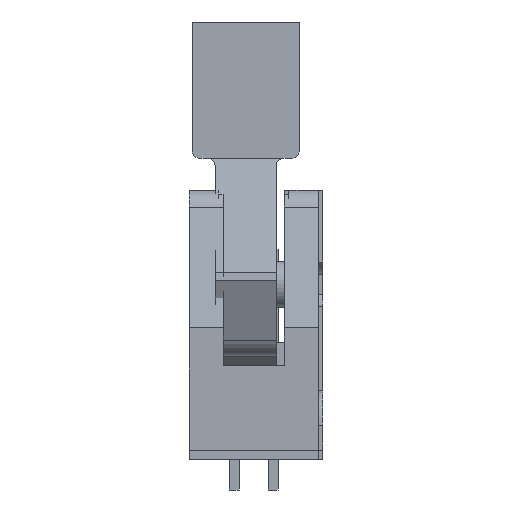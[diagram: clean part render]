
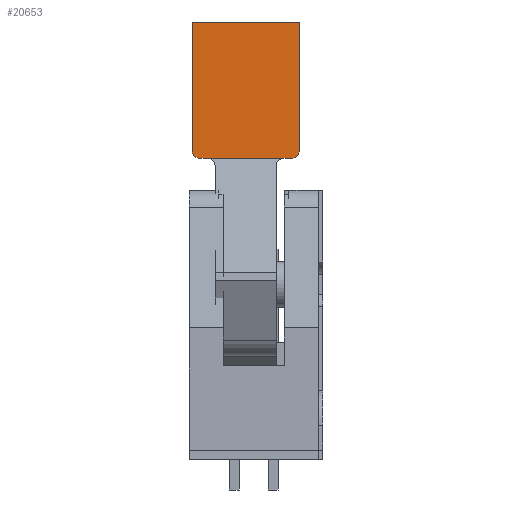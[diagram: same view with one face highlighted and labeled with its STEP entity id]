
A CAD part, front view. The second image highlights one B-rep face of the part: STEP entity #20653.
In plain terms, the highlighted face is planar.
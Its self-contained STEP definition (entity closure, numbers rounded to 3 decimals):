
#18091 = PLANE('',#18092);
#18092 = AXIS2_PLACEMENT_3D('',#18093,#18094,#18095);
#18093 = CARTESIAN_POINT('',(37.55,19.7,27.143));
#18094 = DIRECTION('',(-0.941,-0.338,0.));
#18095 = DIRECTION('',(-0.338,0.941,0.));
#18412 = PLANE('',#18413);
#18413 = AXIS2_PLACEMENT_3D('',#18414,#18415,#18416);
#18414 = CARTESIAN_POINT('',(37.55,19.7,4.175));
#18415 = DIRECTION('',(0.,1.,0.));
#18416 = DIRECTION('',(0.,0.,1.));
#18546 = PLANE('',#18547);
#18547 = AXIS2_PLACEMENT_3D('',#18548,#18549,#18550);
#18548 = CARTESIAN_POINT('',(37.55,19.7,4.175));
#18549 = DIRECTION('',(0.,1.,0.));
#18550 = DIRECTION('',(0.,0.,1.));
#18575 = CYLINDRICAL_SURFACE('',#18576,0.5);
#18576 = AXIS2_PLACEMENT_3D('',#18577,#18578,#18579);
#18577 = CARTESIAN_POINT('',(0.,20.2,3.675));
#18578 = DIRECTION('',(1.,0.,0.));
#18579 = DIRECTION('',(0.,0.,1.));
#18603 = PLANE('',#18604);
#18604 = AXIS2_PLACEMENT_3D('',#18605,#18606,#18607);
#18605 = CARTESIAN_POINT('',(0.,0.,4.175));
#18606 = DIRECTION('',(0.,0.,1.));
#18607 = DIRECTION('',(-1.,0.,0.));
#18659 = PLANE('',#18660);
#18660 = AXIS2_PLACEMENT_3D('',#18661,#18662,#18663);
#18661 = CARTESIAN_POINT('',(0.,0.,-2.825));
#18662 = DIRECTION('',(0.,0.,1.));
#18663 = DIRECTION('',(-1.,0.,0.));
#18686 = CYLINDRICAL_SURFACE('',#18687,0.5);
#18687 = AXIS2_PLACEMENT_3D('',#18688,#18689,#18690);
#18688 = CARTESIAN_POINT('',(37.55,20.2,-2.325));
#18689 = DIRECTION('',(-1.,0.,0.));
#18690 = DIRECTION('',(0.,0.,-1.));
#18970 = PLANE('',#18971);
#18971 = AXIS2_PLACEMENT_3D('',#18972,#18973,#18974);
#18972 = CARTESIAN_POINT('',(37.55,28.6,27.143));
#18973 = DIRECTION('',(0.,-1.,0.));
#18974 = DIRECTION('',(0.,0.,-1.));
#20534 = VERTEX_POINT('',#20535);
#20535 = CARTESIAN_POINT('',(37.55,19.7,-1.825));
#20580 = EDGE_CURVE('',#20581,#20534,#20583,.T.);
#20581 = VERTEX_POINT('',#20582);
#20582 = CARTESIAN_POINT('',(37.55,19.7,3.175));
#20583 = SURFACE_CURVE('',#20584,(#20588,#20595),.PCURVE_S1.);
#20584 = LINE('',#20585,#20586);
#20585 = CARTESIAN_POINT('',(37.55,19.7,27.143));
#20586 = VECTOR('',#20587,1.);
#20587 = DIRECTION('',(0.,0.,-1.));
#20588 = PCURVE('',#18091,#20589);
#20589 = DEFINITIONAL_REPRESENTATION('',(#20590),#20594);
#20590 = LINE('',#20591,#20592);
#20591 = CARTESIAN_POINT('',(0.,0.));
#20592 = VECTOR('',#20593,1.);
#20593 = DIRECTION('',(0.,1.));
#20594 = ( GEOMETRIC_REPRESENTATION_CONTEXT(2) 
PARAMETRIC_REPRESENTATION_CONTEXT() REPRESENTATION_CONTEXT('2D SPACE',''
  ) );
#20595 = PCURVE('',#20596,#20601);
#20596 = PLANE('',#20597);
#20597 = AXIS2_PLACEMENT_3D('',#20598,#20599,#20600);
#20598 = CARTESIAN_POINT('',(37.55,28.6,27.143));
#20599 = DIRECTION('',(-1.,0.,0.));
#20600 = DIRECTION('',(0.,0.,-1.));
#20601 = DEFINITIONAL_REPRESENTATION('',(#20602),#20606);
#20602 = LINE('',#20603,#20604);
#20603 = CARTESIAN_POINT('',(0.,8.9));
#20604 = VECTOR('',#20605,1.);
#20605 = DIRECTION('',(1.,0.));
#20606 = ( GEOMETRIC_REPRESENTATION_CONTEXT(2) 
PARAMETRIC_REPRESENTATION_CONTEXT() REPRESENTATION_CONTEXT('2D SPACE',''
  ) );
#20653 = ADVANCED_FACE('',(#20654),#20596,.F.);
#20654 = FACE_BOUND('',#20655,.T.);
#20655 = EDGE_LOOP('',(#20656,#20681,#20704,#20727,#20751,#20772,#20773,
    #20796));
#20656 = ORIENTED_EDGE('',*,*,#20657,.F.);
#20657 = EDGE_CURVE('',#20658,#20660,#20662,.T.);
#20658 = VERTEX_POINT('',#20659);
#20659 = CARTESIAN_POINT('',(37.55,28.6,-2.825));
#20660 = VERTEX_POINT('',#20661);
#20661 = CARTESIAN_POINT('',(37.55,20.2,-2.825));
#20662 = SURFACE_CURVE('',#20663,(#20667,#20674),.PCURVE_S1.);
#20663 = LINE('',#20664,#20665);
#20664 = CARTESIAN_POINT('',(37.55,28.6,-2.825));
#20665 = VECTOR('',#20666,1.);
#20666 = DIRECTION('',(0.,-1.,0.));
#20667 = PCURVE('',#20596,#20668);
#20668 = DEFINITIONAL_REPRESENTATION('',(#20669),#20673);
#20669 = LINE('',#20670,#20671);
#20670 = CARTESIAN_POINT('',(29.968,0.));
#20671 = VECTOR('',#20672,1.);
#20672 = DIRECTION('',(0.,1.));
#20673 = ( GEOMETRIC_REPRESENTATION_CONTEXT(2) 
PARAMETRIC_REPRESENTATION_CONTEXT() REPRESENTATION_CONTEXT('2D SPACE',''
  ) );
#20674 = PCURVE('',#18659,#20675);
#20675 = DEFINITIONAL_REPRESENTATION('',(#20676),#20680);
#20676 = LINE('',#20677,#20678);
#20677 = CARTESIAN_POINT('',(-37.55,-28.6));
#20678 = VECTOR('',#20679,1.);
#20679 = DIRECTION('',(0.,1.));
#20680 = ( GEOMETRIC_REPRESENTATION_CONTEXT(2) 
PARAMETRIC_REPRESENTATION_CONTEXT() REPRESENTATION_CONTEXT('2D SPACE',''
  ) );
#20681 = ORIENTED_EDGE('',*,*,#20682,.F.);
#20682 = EDGE_CURVE('',#20683,#20658,#20685,.T.);
#20683 = VERTEX_POINT('',#20684);
#20684 = CARTESIAN_POINT('',(37.55,28.6,4.175));
#20685 = SURFACE_CURVE('',#20686,(#20690,#20697),.PCURVE_S1.);
#20686 = LINE('',#20687,#20688);
#20687 = CARTESIAN_POINT('',(37.55,28.6,27.143));
#20688 = VECTOR('',#20689,1.);
#20689 = DIRECTION('',(0.,0.,-1.));
#20690 = PCURVE('',#20596,#20691);
#20691 = DEFINITIONAL_REPRESENTATION('',(#20692),#20696);
#20692 = LINE('',#20693,#20694);
#20693 = CARTESIAN_POINT('',(0.,-0.));
#20694 = VECTOR('',#20695,1.);
#20695 = DIRECTION('',(1.,0.));
#20696 = ( GEOMETRIC_REPRESENTATION_CONTEXT(2) 
PARAMETRIC_REPRESENTATION_CONTEXT() REPRESENTATION_CONTEXT('2D SPACE',''
  ) );
#20697 = PCURVE('',#18970,#20698);
#20698 = DEFINITIONAL_REPRESENTATION('',(#20699),#20703);
#20699 = LINE('',#20700,#20701);
#20700 = CARTESIAN_POINT('',(0.,0.));
#20701 = VECTOR('',#20702,1.);
#20702 = DIRECTION('',(1.,0.));
#20703 = ( GEOMETRIC_REPRESENTATION_CONTEXT(2) 
PARAMETRIC_REPRESENTATION_CONTEXT() REPRESENTATION_CONTEXT('2D SPACE',''
  ) );
#20704 = ORIENTED_EDGE('',*,*,#20705,.T.);
#20705 = EDGE_CURVE('',#20683,#20706,#20708,.T.);
#20706 = VERTEX_POINT('',#20707);
#20707 = CARTESIAN_POINT('',(37.55,20.2,4.175));
#20708 = SURFACE_CURVE('',#20709,(#20713,#20720),.PCURVE_S1.);
#20709 = LINE('',#20710,#20711);
#20710 = CARTESIAN_POINT('',(37.55,28.6,4.175));
#20711 = VECTOR('',#20712,1.);
#20712 = DIRECTION('',(0.,-1.,0.));
#20713 = PCURVE('',#20596,#20714);
#20714 = DEFINITIONAL_REPRESENTATION('',(#20715),#20719);
#20715 = LINE('',#20716,#20717);
#20716 = CARTESIAN_POINT('',(22.968,0.));
#20717 = VECTOR('',#20718,1.);
#20718 = DIRECTION('',(0.,1.));
#20719 = ( GEOMETRIC_REPRESENTATION_CONTEXT(2) 
PARAMETRIC_REPRESENTATION_CONTEXT() REPRESENTATION_CONTEXT('2D SPACE',''
  ) );
#20720 = PCURVE('',#18603,#20721);
#20721 = DEFINITIONAL_REPRESENTATION('',(#20722),#20726);
#20722 = LINE('',#20723,#20724);
#20723 = CARTESIAN_POINT('',(-37.55,-28.6));
#20724 = VECTOR('',#20725,1.);
#20725 = DIRECTION('',(0.,1.));
#20726 = ( GEOMETRIC_REPRESENTATION_CONTEXT(2) 
PARAMETRIC_REPRESENTATION_CONTEXT() REPRESENTATION_CONTEXT('2D SPACE',''
  ) );
#20727 = ORIENTED_EDGE('',*,*,#20728,.F.);
#20728 = EDGE_CURVE('',#20729,#20706,#20731,.T.);
#20729 = VERTEX_POINT('',#20730);
#20730 = CARTESIAN_POINT('',(37.55,19.7,3.675));
#20731 = SURFACE_CURVE('',#20732,(#20737,#20744),.PCURVE_S1.);
#20732 = CIRCLE('',#20733,0.5);
#20733 = AXIS2_PLACEMENT_3D('',#20734,#20735,#20736);
#20734 = CARTESIAN_POINT('',(37.55,20.2,3.675));
#20735 = DIRECTION('',(-1.,0.,0.));
#20736 = DIRECTION('',(0.,0.,-1.));
#20737 = PCURVE('',#20596,#20738);
#20738 = DEFINITIONAL_REPRESENTATION('',(#20739),#20743);
#20739 = CIRCLE('',#20740,0.5);
#20740 = AXIS2_PLACEMENT_2D('',#20741,#20742);
#20741 = CARTESIAN_POINT('',(23.468,8.4));
#20742 = DIRECTION('',(1.,0.));
#20743 = ( GEOMETRIC_REPRESENTATION_CONTEXT(2) 
PARAMETRIC_REPRESENTATION_CONTEXT() REPRESENTATION_CONTEXT('2D SPACE',''
  ) );
#20744 = PCURVE('',#18575,#20745);
#20745 = DEFINITIONAL_REPRESENTATION('',(#20746),#20750);
#20746 = LINE('',#20747,#20748);
#20747 = CARTESIAN_POINT('',(3.142,37.55));
#20748 = VECTOR('',#20749,1.);
#20749 = DIRECTION('',(-1.,0.));
#20750 = ( GEOMETRIC_REPRESENTATION_CONTEXT(2) 
PARAMETRIC_REPRESENTATION_CONTEXT() REPRESENTATION_CONTEXT('2D SPACE',''
  ) );
#20751 = ORIENTED_EDGE('',*,*,#20752,.T.);
#20752 = EDGE_CURVE('',#20729,#20581,#20753,.T.);
#20753 = SURFACE_CURVE('',#20754,(#20758,#20765),.PCURVE_S1.);
#20754 = LINE('',#20755,#20756);
#20755 = CARTESIAN_POINT('',(37.55,19.7,4.175));
#20756 = VECTOR('',#20757,1.);
#20757 = DIRECTION('',(0.,0.,-1.));
#20758 = PCURVE('',#20596,#20759);
#20759 = DEFINITIONAL_REPRESENTATION('',(#20760),#20764);
#20760 = LINE('',#20761,#20762);
#20761 = CARTESIAN_POINT('',(22.968,8.9));
#20762 = VECTOR('',#20763,1.);
#20763 = DIRECTION('',(1.,0.));
#20764 = ( GEOMETRIC_REPRESENTATION_CONTEXT(2) 
PARAMETRIC_REPRESENTATION_CONTEXT() REPRESENTATION_CONTEXT('2D SPACE',''
  ) );
#20765 = PCURVE('',#18546,#20766);
#20766 = DEFINITIONAL_REPRESENTATION('',(#20767),#20771);
#20767 = LINE('',#20768,#20769);
#20768 = CARTESIAN_POINT('',(0.,0.));
#20769 = VECTOR('',#20770,1.);
#20770 = DIRECTION('',(-1.,0.));
#20771 = ( GEOMETRIC_REPRESENTATION_CONTEXT(2) 
PARAMETRIC_REPRESENTATION_CONTEXT() REPRESENTATION_CONTEXT('2D SPACE',''
  ) );
#20772 = ORIENTED_EDGE('',*,*,#20580,.T.);
#20773 = ORIENTED_EDGE('',*,*,#20774,.T.);
#20774 = EDGE_CURVE('',#20534,#20775,#20777,.T.);
#20775 = VERTEX_POINT('',#20776);
#20776 = CARTESIAN_POINT('',(37.55,19.7,-2.325));
#20777 = SURFACE_CURVE('',#20778,(#20782,#20789),.PCURVE_S1.);
#20778 = LINE('',#20779,#20780);
#20779 = CARTESIAN_POINT('',(37.55,19.7,4.175));
#20780 = VECTOR('',#20781,1.);
#20781 = DIRECTION('',(0.,0.,-1.));
#20782 = PCURVE('',#20596,#20783);
#20783 = DEFINITIONAL_REPRESENTATION('',(#20784),#20788);
#20784 = LINE('',#20785,#20786);
#20785 = CARTESIAN_POINT('',(22.968,8.9));
#20786 = VECTOR('',#20787,1.);
#20787 = DIRECTION('',(1.,0.));
#20788 = ( GEOMETRIC_REPRESENTATION_CONTEXT(2) 
PARAMETRIC_REPRESENTATION_CONTEXT() REPRESENTATION_CONTEXT('2D SPACE',''
  ) );
#20789 = PCURVE('',#18412,#20790);
#20790 = DEFINITIONAL_REPRESENTATION('',(#20791),#20795);
#20791 = LINE('',#20792,#20793);
#20792 = CARTESIAN_POINT('',(0.,0.));
#20793 = VECTOR('',#20794,1.);
#20794 = DIRECTION('',(-1.,0.));
#20795 = ( GEOMETRIC_REPRESENTATION_CONTEXT(2) 
PARAMETRIC_REPRESENTATION_CONTEXT() REPRESENTATION_CONTEXT('2D SPACE',''
  ) );
#20796 = ORIENTED_EDGE('',*,*,#20797,.F.);
#20797 = EDGE_CURVE('',#20660,#20775,#20798,.T.);
#20798 = SURFACE_CURVE('',#20799,(#20804,#20811),.PCURVE_S1.);
#20799 = CIRCLE('',#20800,0.5);
#20800 = AXIS2_PLACEMENT_3D('',#20801,#20802,#20803);
#20801 = CARTESIAN_POINT('',(37.55,20.2,-2.325));
#20802 = DIRECTION('',(-1.,0.,0.));
#20803 = DIRECTION('',(0.,0.,-1.));
#20804 = PCURVE('',#20596,#20805);
#20805 = DEFINITIONAL_REPRESENTATION('',(#20806),#20810);
#20806 = CIRCLE('',#20807,0.5);
#20807 = AXIS2_PLACEMENT_2D('',#20808,#20809);
#20808 = CARTESIAN_POINT('',(29.468,8.4));
#20809 = DIRECTION('',(1.,0.));
#20810 = ( GEOMETRIC_REPRESENTATION_CONTEXT(2) 
PARAMETRIC_REPRESENTATION_CONTEXT() REPRESENTATION_CONTEXT('2D SPACE',''
  ) );
#20811 = PCURVE('',#18686,#20812);
#20812 = DEFINITIONAL_REPRESENTATION('',(#20813),#20817);
#20813 = LINE('',#20814,#20815);
#20814 = CARTESIAN_POINT('',(0.,0.));
#20815 = VECTOR('',#20816,1.);
#20816 = DIRECTION('',(1.,0.));
#20817 = ( GEOMETRIC_REPRESENTATION_CONTEXT(2) 
PARAMETRIC_REPRESENTATION_CONTEXT() REPRESENTATION_CONTEXT('2D SPACE',''
  ) );
